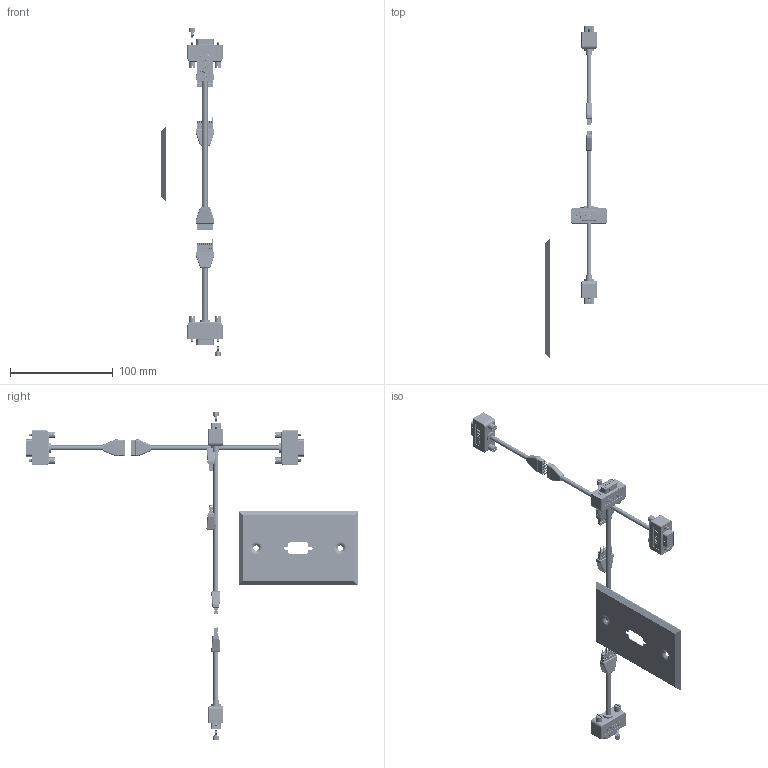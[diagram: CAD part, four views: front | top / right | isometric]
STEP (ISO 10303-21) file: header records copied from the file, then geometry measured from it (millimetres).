
FILE_DESCRIPTION (( 'STEP AP214' ), '1' );
FILE_NAME ('CTLB3VGAMF-TWP.STEP', '2008-07-02T15:21:31', ( ' ' ), ( ' ' ), 'SwSTEP 2.0', 'SolidWorks 2008', '' );
FILE_SCHEMA (( 'AUTOMOTIVE_DESIGN' ));
Length unit declared in the file: inch
Products named in the file (29): SDH15S_With Clinch Nuts; SDH15P_With Clinch Nuts; 3AA07-009; WPD109; 1AM07-026; 1AJ06-027_WITHOUT KNURL; SDH-PROD; 1AC04-001; 1AA10-050; MTN-247; MTN-234; 1AV02-007_SINGLE CONTACT; MTN-233; 1AJ02-006; 1AC04-002; 3AB01-120_with female connector; 1AL05-014_2" LONG; MTN-245; 3AB01-122; 1AL05-014; 3AC03-011_2" long; 3AB01-120; CTLB3VGAMF-TWP; 3AB16-004; CTLB3VGAMM-MA2_L-com; 3AC03-011_5" long; MTN-006_Detail; 3AB07-032_L-com; CTLB3VGAMM-MA1
Assembly tree (77 placements, depth 4):
  CTLB3VGAMF-TWP
    MTN-247
    1AA10-050  x2
    CTLB3VGAMM-MA2_L-com
      3AC03-011_2" long
      CTLB3VGAMM-MA1
      3AB07-032_L-com
        MTN-006_Detail
        SDH15S_With Clinch Nuts
        SDH15P_With Clinch Nuts
        3AA07-009  x2
      3AB16-004
    WPD109
    1AL05-014
    1AM07-026
    MTN-234
    3AB01-120
      SDH-PROD  x2
      1AV02-007_SINGLE CONTACT  x15
      1AJ06-027_WITHOUT KNURL  x2
      1AC04-002
      1AJ02-006
      1AC04-001
      MTN-233
    3AB01-120_with female connector
      1AJ06-027_WITHOUT KNURL  x2
      1AV02-007_SINGLE CONTACT  x15
      1AC04-002
      1AC04-001
      SDH-PROD  x2
      MTN-233
      1AJ02-006
    3AC03-011_5" long
    1AL05-014_2" LONG
    3AB07-032_L-com
      MTN-006_Detail
      SDH15S_With Clinch Nuts
      SDH15P_With Clinch Nuts
      3AA07-009  x2
    3AB01-122
      MTN-234
      1AA10-050  x2
      MTN-245  x2
      MTN-247
      1AM07-026
    CTLB3VGAMM-MA1
Bounding box: 59.56 x 322.66 x 319.65 mm (x, y, z)
Volume: 72313.3 mm3; surface area: 74117.2 mm2
Topology: 76 solids, 76 shells, 7874 faces, 19770 edges, 12398 vertices
Faces by surface type: plane 4254, cylinder 2176, cone 616, bspline 408, torus 288, sphere 132
Entity records: 124526 total; most frequent: CARTESIAN_POINT 26414, ORIENTED_EDGE 15520, DIRECTION 15513, EDGE_CURVE 7760, VECTOR 5361, LINE 5361, AXIS2_PLACEMENT_3D 5076, VERTEX_POINT 4839
